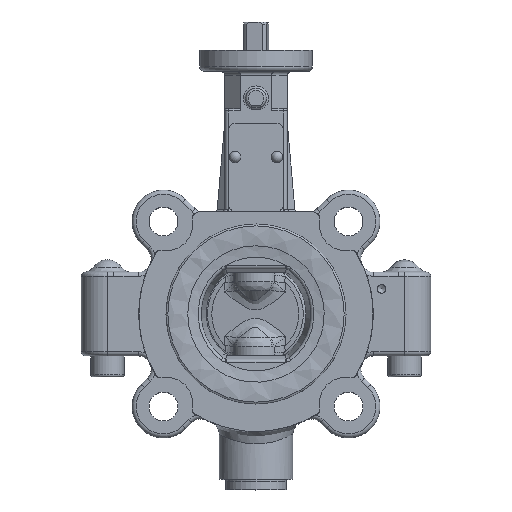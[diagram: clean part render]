
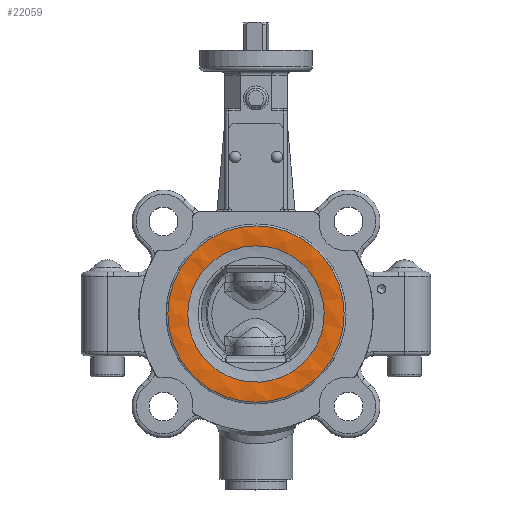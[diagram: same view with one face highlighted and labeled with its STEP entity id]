
A CAD part, top view. The second image highlights one B-rep face of the part: STEP entity #22059.
In plain terms, the highlighted free-form (B-spline) face has degree [2, 2] with [3, 9] control points.
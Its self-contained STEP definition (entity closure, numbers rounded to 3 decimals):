
#22002=CARTESIAN_POINT('',(-22.888,37.796,-14.423));
#22003=CARTESIAN_POINT('',(-22.888,43.221,-12.894));
#22004=CARTESIAN_POINT('',(-22.888,48.647,-14.423));
#22005=CARTESIAN_POINT('',(-66.314,37.796,-14.423));
#22006=CARTESIAN_POINT('',(-60.888,43.221,-12.894));
#22007=CARTESIAN_POINT('',(-55.463,48.647,-14.423));
#22008=CARTESIAN_POINT('',(-66.314,81.221,-14.423));
#22009=CARTESIAN_POINT('',(-60.888,81.221,-12.894));
#22010=CARTESIAN_POINT('',(-55.463,81.221,-14.423));
#22011=CARTESIAN_POINT('',(-66.314,124.647,-14.423));
#22012=CARTESIAN_POINT('',(-60.888,119.221,-12.894));
#22013=CARTESIAN_POINT('',(-55.463,113.796,-14.423));
#22014=CARTESIAN_POINT('',(-22.888,124.647,-14.423));
#22015=CARTESIAN_POINT('',(-22.888,119.221,-12.894));
#22016=CARTESIAN_POINT('',(-22.888,113.796,-14.423));
#22017=CARTESIAN_POINT('',(20.537,124.647,-14.423));
#22018=CARTESIAN_POINT('',(15.112,119.221,-12.894));
#22019=CARTESIAN_POINT('',(9.686,113.796,-14.423));
#22020=CARTESIAN_POINT('',(20.537,81.221,-14.423));
#22021=CARTESIAN_POINT('',(15.112,81.221,-12.894));
#22022=CARTESIAN_POINT('',(9.686,81.221,-14.423));
#22023=CARTESIAN_POINT('',(20.537,37.796,-14.423));
#22024=CARTESIAN_POINT('',(15.112,43.221,-12.894));
#22025=CARTESIAN_POINT('',(9.686,48.647,-14.423));
#22026=CARTESIAN_POINT('',(-22.888,37.796,-14.423));
#22027=CARTESIAN_POINT('',(-22.888,43.221,-12.894));
#22028=CARTESIAN_POINT('',(-22.888,48.647,-14.423));
#22036=(BOUNDED_SURFACE()B_SPLINE_SURFACE(2,2,((#22002,#22005,#22008,#22011,#22014,#22017,#22020,#22023,#22026),(#22003,#22006,#22009,#22012,#22015,#22018,#22021,#22024,#22027),(#22004,#22007,#22010,#22013,#22016,#22019,#22022,#22025,#22028)),.UNSPECIFIED.,.F.,.T.,.U.)B_SPLINE_SURFACE_WITH_KNOTS((3,3),(3,2,2,2,3),(1.296,1.846),(0.0,1.571,3.142,4.712,6.283),.UNSPECIFIED.)GEOMETRIC_REPRESENTATION_ITEM()RATIONAL_B_SPLINE_SURFACE(((1.0,0.707,1.0,0.707,1.0,0.707,1.0,0.707,1.0),(0.962,0.681,0.962,0.681,0.962,0.681,0.962,0.681,0.962),(1.0,0.707,1.0,0.707,1.0,0.707,1.0,0.707,1.0)))REPRESENTATION_ITEM('')SURFACE());
#22037=CARTESIAN_POINT('',(-55.463,81.221,-14.423));
#22038=VERTEX_POINT('',#22037);
#22039=CARTESIAN_POINT('',(-22.888,81.221,-14.423));
#22040=DIRECTION('',(0.0,0.0,-1.0));
#22041=DIRECTION('',(-1.0,0.0,0.0));
#22042=AXIS2_PLACEMENT_3D('',#22039,#22040,#22041);
#22043=CIRCLE('',#22042,32.574);
#22044=EDGE_CURVE('',#22038,#22038,#22043,.T.);
#22045=ORIENTED_EDGE('',*,*,#22044,.T.);
#22046=EDGE_LOOP('',(#22045));
#22047=FACE_OUTER_BOUND('',#22046,.T.);
#22048=CARTESIAN_POINT('',(-64.994,81.221,-14.099));
#22049=VERTEX_POINT('',#22048);
#22050=CARTESIAN_POINT('',(-22.888,81.221,-14.099));
#22051=DIRECTION('',(0.0,0.0,-1.0));
#22052=DIRECTION('',(-1.0,0.0,0.0));
#22053=AXIS2_PLACEMENT_3D('',#22050,#22051,#22052);
#22054=CIRCLE('',#22053,42.105);
#22055=EDGE_CURVE('',#22049,#22049,#22054,.T.);
#22056=ORIENTED_EDGE('',*,*,#22055,.F.);
#22057=EDGE_LOOP('',(#22056));
#22058=FACE_BOUND('',#22057,.T.);
#22059=ADVANCED_FACE('',(#22047,#22058),#22036,.T.);
